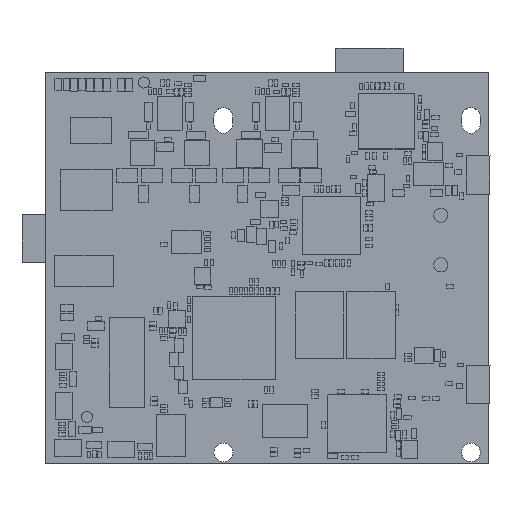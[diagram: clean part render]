
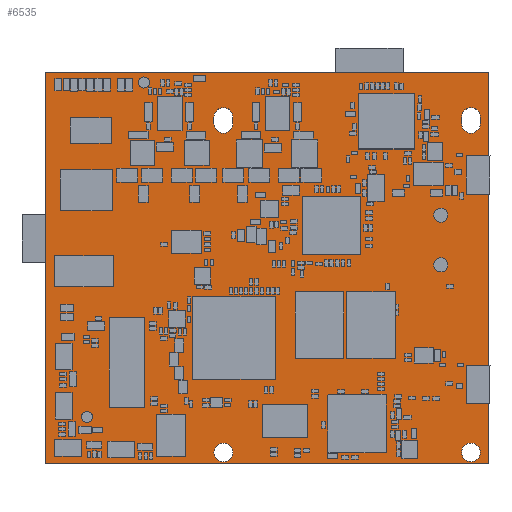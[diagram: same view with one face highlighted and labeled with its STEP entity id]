
A CAD part, top view. The second image highlights one B-rep face of the part: STEP entity #6535.
In plain terms, the highlighted planar face has unit normal (0, 0, 1).
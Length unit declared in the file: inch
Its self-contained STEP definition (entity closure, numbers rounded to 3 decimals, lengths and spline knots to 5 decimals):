
#2242=CIRCLE($,#4671,0.085);
#2243=CIRCLE($,#4672,0.085);
#2246=CIRCLE($,#4679,0.085);
#2247=CIRCLE($,#4680,0.085);
#2250=CIRCLE($,#4687,0.064);
#2251=CIRCLE($,#4688,0.064);
#2254=CIRCLE($,#4693,0.064);
#2255=CIRCLE($,#4694,0.064);
#2258=CIRCLE($,#4699,0.085);
#2259=CIRCLE($,#4700,0.085);
#2262=CIRCLE($,#4705,0.085);
#2263=CIRCLE($,#4706,0.085);
#2266=CIRCLE($,#4711,0.02);
#2267=CIRCLE($,#4712,0.02);
#2270=CIRCLE($,#4717,0.02);
#2271=CIRCLE($,#4718,0.02);
#3889=FACE_OUTER_BOUND($,#4277,.F.);
#3895=FACE_OUTER_BOUND($,#4283,.T.);
#3901=FACE_OUTER_BOUND($,#4289,.T.);
#3907=FACE_OUTER_BOUND($,#4295,.T.);
#3911=FACE_OUTER_BOUND($,#4299,.T.);
#3915=FACE_OUTER_BOUND($,#4303,.T.);
#3919=FACE_OUTER_BOUND($,#4307,.T.);
#3923=FACE_OUTER_BOUND($,#4311,.T.);
#3927=FACE_OUTER_BOUND($,#4315,.T.);
#4277=EDGE_LOOP($,(#6907,#6908,#6909,#6910));
#4283=EDGE_LOOP($,(#6931,#6932,#6933,#6934));
#4289=EDGE_LOOP($,(#6955,#6956,#6957,#6958));
#4295=EDGE_LOOP($,(#6979,#6980));
#4299=EDGE_LOOP($,(#6991,#6992));
#4303=EDGE_LOOP($,(#7003,#7004));
#4307=EDGE_LOOP($,(#7015,#7016));
#4311=EDGE_LOOP($,(#7027,#7028));
#4315=EDGE_LOOP($,(#7039,#7040));
#4665=AXIS2_PLACEMENT_3D($,#14623,#12486,$);
#4671=AXIS2_PLACEMENT_3D($,#14637,#12486,$);
#4672=AXIS2_PLACEMENT_3D($,#14638,#12486,$);
#4679=AXIS2_PLACEMENT_3D($,#14653,#12486,$);
#4680=AXIS2_PLACEMENT_3D($,#14654,#12486,$);
#4687=AXIS2_PLACEMENT_3D($,#14667,#12486,$);
#4688=AXIS2_PLACEMENT_3D($,#14668,#12486,$);
#4693=AXIS2_PLACEMENT_3D($,#14679,#12486,$);
#4694=AXIS2_PLACEMENT_3D($,#14680,#12486,$);
#4699=AXIS2_PLACEMENT_3D($,#14691,#12486,$);
#4700=AXIS2_PLACEMENT_3D($,#14692,#12486,$);
#4705=AXIS2_PLACEMENT_3D($,#14703,#12486,$);
#4706=AXIS2_PLACEMENT_3D($,#14704,#12486,$);
#4711=AXIS2_PLACEMENT_3D($,#14715,#12486,$);
#4712=AXIS2_PLACEMENT_3D($,#14716,#12486,$);
#4717=AXIS2_PLACEMENT_3D($,#14727,#12486,$);
#4718=AXIS2_PLACEMENT_3D($,#14728,#12486,$);
#6183=PLANE($,#4665);
#6535=ADVANCED_FACE($,(#3889,#3895,#3901,#3907,#3911,#3915,#3919,#3923,
#3927),#6183,.T.);
#6907=ORIENTED_EDGE($,*,*,#8443,.T.);
#6908=ORIENTED_EDGE($,*,*,#8444,.T.);
#6909=ORIENTED_EDGE($,*,*,#8445,.T.);
#6910=ORIENTED_EDGE($,*,*,#8446,.T.);
#6931=ORIENTED_EDGE($,*,*,#8456,.T.);
#6932=ORIENTED_EDGE($,*,*,#8457,.T.);
#6933=ORIENTED_EDGE($,*,*,#8458,.T.);
#6934=ORIENTED_EDGE($,*,*,#8459,.T.);
#6955=ORIENTED_EDGE($,*,*,#8469,.T.);
#6956=ORIENTED_EDGE($,*,*,#8470,.T.);
#6957=ORIENTED_EDGE($,*,*,#8471,.T.);
#6958=ORIENTED_EDGE($,*,*,#8472,.T.);
#6979=ORIENTED_EDGE($,*,*,#8482,.T.);
#6980=ORIENTED_EDGE($,*,*,#8483,.T.);
#6991=ORIENTED_EDGE($,*,*,#8489,.T.);
#6992=ORIENTED_EDGE($,*,*,#8490,.T.);
#7003=ORIENTED_EDGE($,*,*,#8496,.T.);
#7004=ORIENTED_EDGE($,*,*,#8497,.T.);
#7015=ORIENTED_EDGE($,*,*,#8503,.T.);
#7016=ORIENTED_EDGE($,*,*,#8504,.T.);
#7027=ORIENTED_EDGE($,*,*,#8510,.T.);
#7028=ORIENTED_EDGE($,*,*,#8511,.T.);
#7039=ORIENTED_EDGE($,*,*,#8517,.T.);
#7040=ORIENTED_EDGE($,*,*,#8518,.T.);
#8443=EDGE_CURVE($,#10865,#10866,#10071,.T.);
#8444=EDGE_CURVE($,#10866,#10867,#10072,.T.);
#8445=EDGE_CURVE($,#10867,#10868,#10073,.T.);
#8446=EDGE_CURVE($,#10868,#10865,#10074,.T.);
#8456=EDGE_CURVE($,#10875,#10876,#2242,.F.);
#8457=EDGE_CURVE($,#10876,#10877,#10084,.T.);
#8458=EDGE_CURVE($,#10877,#10878,#2243,.F.);
#8459=EDGE_CURVE($,#10878,#10875,#10085,.T.);
#8469=EDGE_CURVE($,#10885,#10886,#2246,.F.);
#8470=EDGE_CURVE($,#10886,#10887,#10093,.T.);
#8471=EDGE_CURVE($,#10887,#10888,#2247,.F.);
#8472=EDGE_CURVE($,#10888,#10885,#10094,.T.);
#8482=EDGE_CURVE($,#10895,#10896,#2250,.F.);
#8483=EDGE_CURVE($,#10896,#10895,#2251,.F.);
#8489=EDGE_CURVE($,#10901,#10902,#2254,.F.);
#8490=EDGE_CURVE($,#10902,#10901,#2255,.F.);
#8496=EDGE_CURVE($,#10907,#10908,#2258,.F.);
#8497=EDGE_CURVE($,#10908,#10907,#2259,.F.);
#8503=EDGE_CURVE($,#10913,#10914,#2262,.F.);
#8504=EDGE_CURVE($,#10914,#10913,#2263,.F.);
#8510=EDGE_CURVE($,#10919,#10920,#2266,.F.);
#8511=EDGE_CURVE($,#10920,#10919,#2267,.F.);
#8517=EDGE_CURVE($,#10925,#10926,#2270,.F.);
#8518=EDGE_CURVE($,#10926,#10925,#2271,.F.);
#9277=VECTOR($,#12489,3.5433);
#9278=VECTOR($,#12490,4.01574);
#9279=VECTOR($,#12491,3.5433);
#9280=VECTOR($,#12492,4.01574);
#9290=VECTOR($,#12506,0.06);
#9291=VECTOR($,#12507,0.06);
#9299=VECTOR($,#12517,0.06);
#9300=VECTOR($,#12518,0.06);
#10071=LINE($,#14622,#9277);
#10072=LINE($,#14623,#9278);
#10073=LINE($,#14624,#9279);
#10074=LINE($,#14625,#9280);
#10084=LINE($,#14633,#9290);
#10085=LINE($,#14635,#9291);
#10093=LINE($,#14649,#9299);
#10094=LINE($,#14651,#9300);
#10865=VERTEX_POINT($,#14622);
#10866=VERTEX_POINT($,#14623);
#10867=VERTEX_POINT($,#14624);
#10868=VERTEX_POINT($,#14625);
#10875=VERTEX_POINT($,#14632);
#10876=VERTEX_POINT($,#14633);
#10877=VERTEX_POINT($,#14634);
#10878=VERTEX_POINT($,#14635);
#10885=VERTEX_POINT($,#14648);
#10886=VERTEX_POINT($,#14649);
#10887=VERTEX_POINT($,#14650);
#10888=VERTEX_POINT($,#14651);
#10895=VERTEX_POINT($,#14664);
#10896=VERTEX_POINT($,#14665);
#10901=VERTEX_POINT($,#14676);
#10902=VERTEX_POINT($,#14677);
#10907=VERTEX_POINT($,#14688);
#10908=VERTEX_POINT($,#14689);
#10913=VERTEX_POINT($,#14700);
#10914=VERTEX_POINT($,#14701);
#10919=VERTEX_POINT($,#14712);
#10920=VERTEX_POINT($,#14713);
#10925=VERTEX_POINT($,#14724);
#10926=VERTEX_POINT($,#14725);
#12486=DIRECTION($,(0.,0.,1.));
#12489=DIRECTION($,(0.,1.,0.));
#12490=DIRECTION($,(1.,0.,0.));
#12491=DIRECTION($,(0.,-1.,0.));
#12492=DIRECTION($,(-1.,0.,0.));
#12506=DIRECTION($,(0.,-1.,0.));
#12507=DIRECTION($,(0.,1.,0.));
#12517=DIRECTION($,(0.,-1.,0.));
#12518=DIRECTION($,(0.,1.,0.));
#14622=CARTESIAN_POINT('',(0.,0.,0.));
#14623=CARTESIAN_POINT('',(0.,3.5433,0.));
#14624=CARTESIAN_POINT('',(4.01574,3.5433,0.));
#14625=CARTESIAN_POINT('',(4.01574,0.,0.));
#14632=CARTESIAN_POINT('',(1.52824,3.13681,0.));
#14633=CARTESIAN_POINT('',(1.69824,3.13681,0.));
#14634=CARTESIAN_POINT('',(1.69824,3.07681,0.));
#14635=CARTESIAN_POINT('',(1.52824,3.07681,0.));
#14637=CARTESIAN_POINT('',(1.61324,3.13681,0.));
#14638=CARTESIAN_POINT('',(1.61324,3.07681,0.));
#14648=CARTESIAN_POINT('',(3.76824,3.13681,0.));
#14649=CARTESIAN_POINT('',(3.93824,3.13681,0.));
#14650=CARTESIAN_POINT('',(3.93824,3.07681,0.));
#14651=CARTESIAN_POINT('',(3.76824,3.07681,0.));
#14653=CARTESIAN_POINT('',(3.85324,3.13681,0.));
#14654=CARTESIAN_POINT('',(3.85324,3.07681,0.));
#14664=CARTESIAN_POINT('',(3.64474,2.25,0.));
#14665=CARTESIAN_POINT('',(3.51674,2.25,0.));
#14667=CARTESIAN_POINT('',(3.58074,2.25,0.));
#14668=CARTESIAN_POINT('',(3.58074,2.25,0.));
#14676=CARTESIAN_POINT('',(3.64474,1.8,0.));
#14677=CARTESIAN_POINT('',(3.51674,1.8,0.));
#14679=CARTESIAN_POINT('',(3.58074,1.8,0.));
#14680=CARTESIAN_POINT('',(3.58074,1.8,0.));
#14688=CARTESIAN_POINT('',(3.93824,0.10275,0.));
#14689=CARTESIAN_POINT('',(3.76824,0.10275,0.));
#14691=CARTESIAN_POINT('',(3.85324,0.10275,0.));
#14692=CARTESIAN_POINT('',(3.85324,0.10275,0.));
#14700=CARTESIAN_POINT('',(1.69824,0.10275,0.));
#14701=CARTESIAN_POINT('',(1.52824,0.10275,0.));
#14703=CARTESIAN_POINT('',(1.61324,0.10275,0.));
#14704=CARTESIAN_POINT('',(1.61324,0.10275,0.));
#14712=CARTESIAN_POINT('',(0.83905,1.28058,0.));
#14713=CARTESIAN_POINT('',(0.79905,1.28058,0.));
#14715=CARTESIAN_POINT('',(0.81905,1.28058,0.));
#14716=CARTESIAN_POINT('',(0.81905,1.28058,0.));
#14724=CARTESIAN_POINT('',(0.83905,0.55302,0.));
#14725=CARTESIAN_POINT('',(0.79905,0.55302,0.));
#14727=CARTESIAN_POINT('',(0.81905,0.55302,0.));
#14728=CARTESIAN_POINT('',(0.81905,0.55302,0.));
